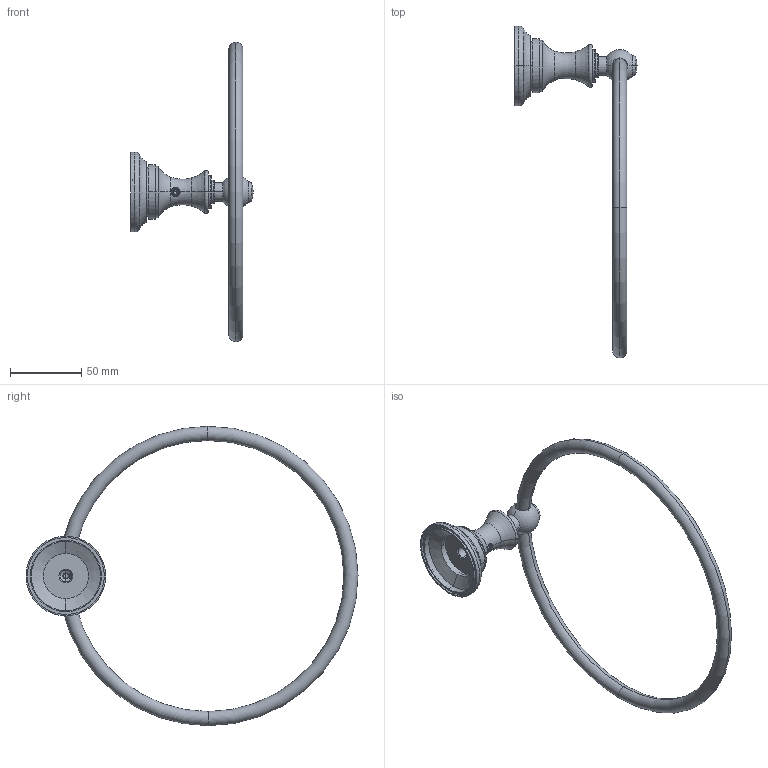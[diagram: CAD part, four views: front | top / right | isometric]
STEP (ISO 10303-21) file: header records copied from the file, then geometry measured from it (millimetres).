
FILE_DESCRIPTION((''),'2;1');
FILE_NAME('5605_ASM','2019-08-09T09:58:48',('jinson.thomas'),(''),'CREO PARAMETRIC BY PTC INC, 2018400','CREO PARAMETRIC BY PTC INC, 2018400','');
FILE_SCHEMA(('CONFIG_CONTROL_DESIGN'));
Length unit declared in the file: inch
Products named in the file (6): 11609; 2-656_ASM; 40724; 92031; 40469; 5605_ASM
Assembly tree (5 placements, depth 3):
  5605_ASM
    2-656_ASM
      11609
    40724
    92031
    40469
Bounding box: 85.6 x 232.67 x 209.8 mm (x, y, z)
Volume: 50493 mm3; surface area: 50551.5 mm2
Topology: 4 solids, 4 shells, 226 faces, 560 edges, 345 vertices
Faces by surface type: cylinder 82, cone 45, torus 32, plane 31, bspline 30, sphere 4, extrusion 2
Entity records: 11151 total; most frequent: CARTESIAN_POINT 6038, ORIENTED_EDGE 1108, DIRECTION 939, EDGE_CURVE 554, AXIS2_PLACEMENT_3D 409, VERTEX_POINT 345, EDGE_LOOP 245, B_SPLINE_CURVE_WITH_KNOTS 234
